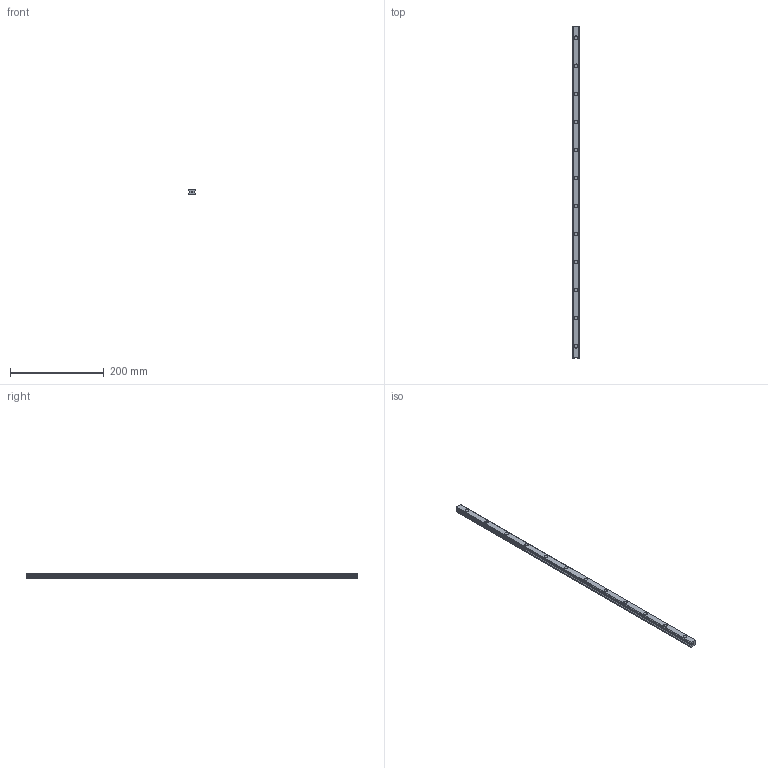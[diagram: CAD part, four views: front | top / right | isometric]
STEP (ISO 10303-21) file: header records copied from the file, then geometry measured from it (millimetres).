
FILE_DESCRIPTION(('STEP AP214'),'1');
FILE_NAME('cctmp_E35C7443-7654-4B63-86E7-6D8F04FA8CCA_2021_02_03_10_57_46_0511..stp','2021-02-03T09:57:46',('HIWIN GmbH'),('CADClick - www.CADClick.com'),'Spatial InterOp 3D',' ','unknown authorization');
FILE_SCHEMA(('AUTOMOTIVE_DESIGN'));
Length unit declared in the file: millimetre
Products named in the file (1): EGR15U710C_FILE
Bounding box: 15 x 710 x 12.5 mm (x, y, z)
Volume: 113050 mm3; surface area: 43531 mm2
Topology: 1 solids, 1 shells, 223 faces, 579 edges, 386 vertices
Faces by surface type: plane 133, cylinder 90
Entity records: 8709 total; most frequent: DIRECTION 1255, CARTESIAN_POINT 1189, ORIENTED_EDGE 1158, EDGE_CURVE 579, AXIS2_PLACEMENT_3D 452, VERTEX_POINT 386, LINE 351, VECTOR 351
